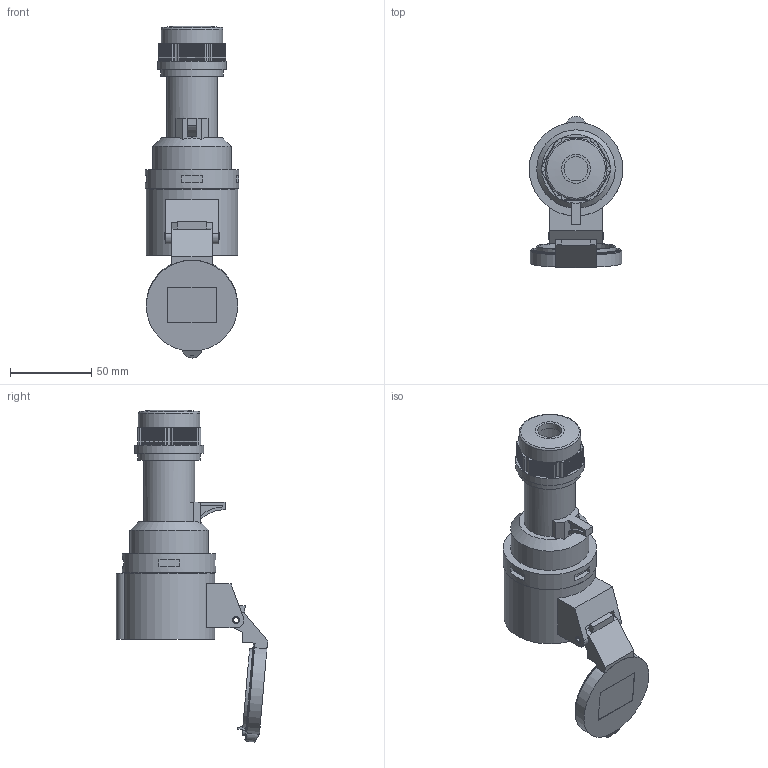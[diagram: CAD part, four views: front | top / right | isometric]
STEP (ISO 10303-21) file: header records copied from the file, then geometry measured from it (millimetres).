
FILE_DESCRIPTION(/* description */ (''),/* implementation_level */ '2;1');
FILE_NAME(/* name */ '红4孔小.stp',/* time_stamp */ '2024-04-22T00:01:39+08:00',/* author */ (''),/* organization */ (''),/* preprocessor_version */ 'ST-DEVELOPER v16',/* originating_system */ 'SIEMENS PLM Software NX 10.0',/* authorisation */ '');
FILE_SCHEMA (('AUTOMOTIVE_DESIGN { 1 0 10303 214 3 1 1 1 }'));
Length unit declared in the file: millimetre
Products named in the file (1): 红4孔小
Bounding box: 57.6 x 93.06 x 204.38 mm (x, y, z)
Volume: 198071.3 mm3; surface area: 68403.6 mm2
Topology: 9 solids, 9 shells, 537 faces, 1480 edges, 986 vertices
Faces by surface type: plane 453, cylinder 73, cone 8, torus 3
Full cylindrical faces by diameter (mm): 3.3 x2, 3.5 x3, 4.527 x2, 6.5 x3, 7.8 x4, 8.4 x1, 12 x3, 14.85 x1, 31.3 x1, 32.3 x1, 32.8 x1, 37.9 x1, 38.5 x1, 39.7 x1, 42.3 x1, 47 x1, 48.3 x1, 55.64 x1, 57.6 x1
Entity records: 16662 total; most frequent: CARTESIAN_POINT 2944, ORIENTED_EDGE 2838, DIRECTION 2657, EDGE_CURVE 1419, LINE 1247, VECTOR 1247, VERTEX_POINT 970, AXIS2_PLACEMENT_3D 705
